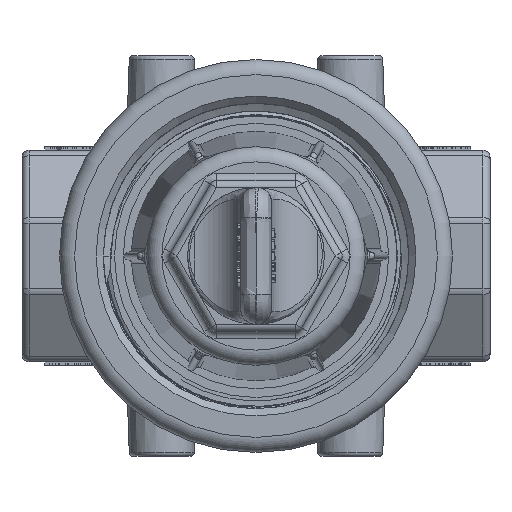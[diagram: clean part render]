
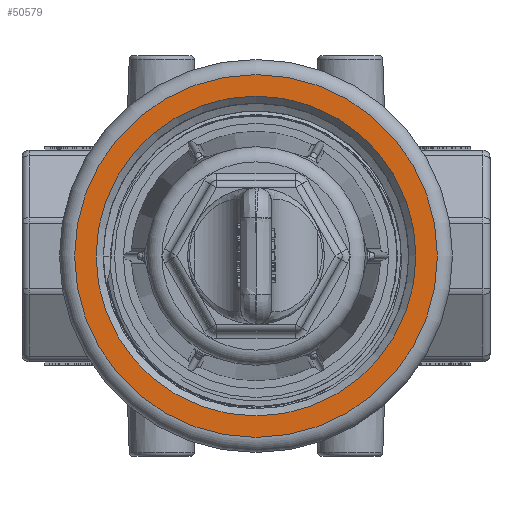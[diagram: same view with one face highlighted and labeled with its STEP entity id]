
A CAD part, front view. The second image highlights one B-rep face of the part: STEP entity #50579.
In plain terms, the highlighted planar face has unit normal (0, -1, 0).
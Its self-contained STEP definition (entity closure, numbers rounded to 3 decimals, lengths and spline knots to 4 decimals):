
#3250=FACE_BOUND('',#7672,.T.);
#3542=CIRCLE('',#53743,1.5);
#3547=CIRCLE('',#53748,1.5);
#3551=CIRCLE('',#53754,1.3225);
#4790=FACE_OUTER_BOUND('',#7671,.T.);
#7671=EDGE_LOOP('',(#33409,#33410));
#7672=EDGE_LOOP('',(#33411));
#20238=VERTEX_POINT('',#70553);
#20239=VERTEX_POINT('',#70554);
#20246=VERTEX_POINT('',#70573);
#25402=EDGE_CURVE('',#20238,#20239,#3542,.T.);
#25407=EDGE_CURVE('',#20239,#20238,#3547,.T.);
#25412=EDGE_CURVE('',#20246,#20246,#3551,.T.);
#33409=ORIENTED_EDGE('',*,*,#25402,.F.);
#33410=ORIENTED_EDGE('',*,*,#25407,.F.);
#33411=ORIENTED_EDGE('',*,*,#25412,.F.);
#47820=PLANE('',#53753);
#50579=ADVANCED_FACE('',(#4790,#3250),#47820,.T.);
#53743=AXIS2_PLACEMENT_3D('',#70555,#57261,#57262);
#53748=AXIS2_PLACEMENT_3D('',#70563,#57271,#57272);
#53753=AXIS2_PLACEMENT_3D('',#70572,#57282,#57283);
#53754=AXIS2_PLACEMENT_3D('',#70574,#57284,#57285);
#57261=DIRECTION('center_axis',(0.,1.,0.));
#57262=DIRECTION('ref_axis',(-1.,0.,0.));
#57271=DIRECTION('center_axis',(0.,1.,0.));
#57272=DIRECTION('ref_axis',(-1.,0.,0.));
#57282=DIRECTION('center_axis',(0.,-1.,0.));
#57283=DIRECTION('ref_axis',(0.,0.,-1.));
#57284=DIRECTION('center_axis',(0.,-1.,0.));
#57285=DIRECTION('ref_axis',(-1.,0.,0.));
#70553=CARTESIAN_POINT('',(1.5,-2.481,0.));
#70554=CARTESIAN_POINT('',(0.,-2.481,1.5));
#70555=CARTESIAN_POINT('Origin',(0.,-2.481,0.));
#70563=CARTESIAN_POINT('Origin',(0.,-2.481,0.));
#70572=CARTESIAN_POINT('Origin',(1.4438,-2.481,0.));
#70573=CARTESIAN_POINT('',(1.3225,-2.481,0.));
#70574=CARTESIAN_POINT('Origin',(0.,-2.481,0.));
